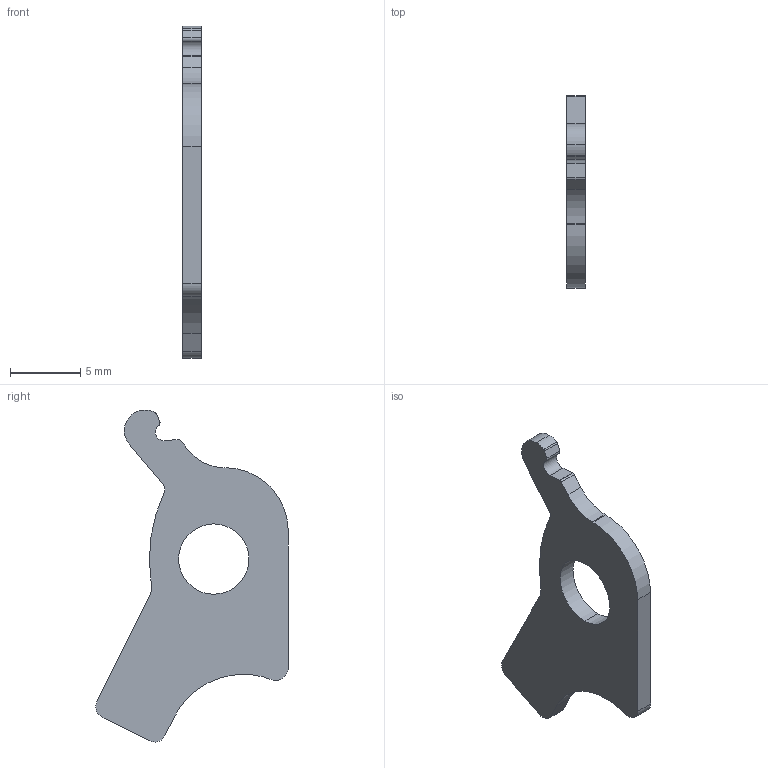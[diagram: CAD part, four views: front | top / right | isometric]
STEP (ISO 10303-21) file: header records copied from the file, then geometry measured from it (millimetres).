
FILE_DESCRIPTION (( 'STEP AP214' ), '1' );
FILE_NAME ('Accumulator - Ratchet Spring Lever.STEP', '2025-07-06T08:34:44', ( '' ), ( '' ), 'SwSTEP 2.0', 'SolidWorks 2025', '' );
FILE_SCHEMA (( 'AUTOMOTIVE_DESIGN' ));
Length unit declared in the file: millimetre
Products named in the file (1): Accumulator - Ratchet Spring Lever
Bounding box: 1.3 x 13.69 x 23.61 mm (x, y, z)
Volume: 212.9 mm3; surface area: 434.4 mm2
Topology: 1 solids, 1 shells, 30 faces, 84 edges, 56 vertices
Faces by surface type: cylinder 19, plane 11
Entity records: 1024 total; most frequent: DIRECTION 184, CARTESIAN_POINT 171, ORIENTED_EDGE 168, EDGE_CURVE 84, AXIS2_PLACEMENT_3D 69, VERTEX_POINT 56, VECTOR 46, LINE 46
